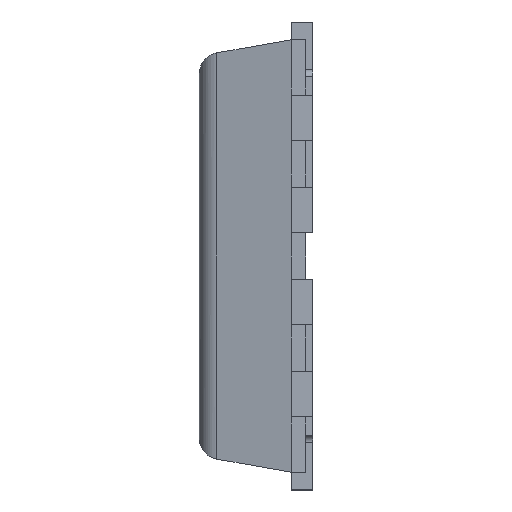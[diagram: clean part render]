
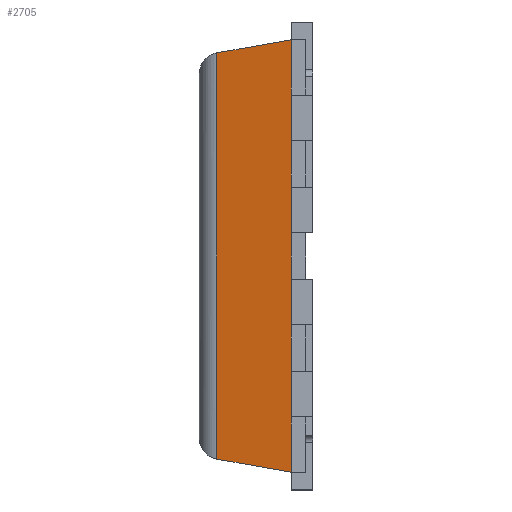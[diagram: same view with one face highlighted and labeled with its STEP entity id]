
A CAD part, left-side view. The second image highlights one B-rep face of the part: STEP entity #2705.
In plain terms, the highlighted planar face has unit normal (-0.985, 0.174, 0).
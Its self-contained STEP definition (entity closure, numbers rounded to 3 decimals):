
#11 = CARTESIAN_POINT ( 'NONE',  ( -1.525, 0.15, 1.525 ) ) ;
#78 = VECTOR ( 'NONE', #643, 1000. ) ;
#160 = VECTOR ( 'NONE', #3957, 1000. ) ;
#241 = VERTEX_POINT ( 'NONE', #1574 ) ;
#332 = PLANE ( 'NONE',  #4294 ) ;
#380 = EDGE_CURVE ( 'NONE', #1399, #3974, #1605, .T. ) ;
#435 = CARTESIAN_POINT ( 'NONE',  ( -1.432, 0.676, 1.432 ) ) ;
#450 = EDGE_CURVE ( 'NONE', #2834, #1726, #1562, .T. ) ;
#501 = ORIENTED_EDGE ( 'NONE', *, *, #450, .T. ) ;
#509 = VECTOR ( 'NONE', #3407, 1000. ) ;
#547 = FACE_OUTER_BOUND ( 'NONE', #2255, .T. ) ;
#586 = LINE ( 'NONE', #2256, #509 ) ;
#643 = DIRECTION ( 'NONE',  ( 0., 0., 1. ) ) ;
#812 = CARTESIAN_POINT ( 'NONE',  ( -1.525, 0.15, 1.525 ) ) ;
#871 = CARTESIAN_POINT ( 'NONE',  ( -1.525, 0.15, 1.525 ) ) ;
#962 = ORIENTED_EDGE ( 'NONE', *, *, #1741, .T. ) ;
#987 = ORIENTED_EDGE ( 'NONE', *, *, #3546, .T. ) ;
#997 = LINE ( 'NONE', #4292, #2434 ) ;
#1005 = ORIENTED_EDGE ( 'NONE', *, *, #2655, .T. ) ;
#1077 = CARTESIAN_POINT ( 'NONE',  ( -1.525, 0.15, -0.485 ) ) ;
#1198 = DIRECTION ( 'NONE',  ( 0., 0., 1. ) ) ;
#1279 = LINE ( 'NONE', #812, #4246 ) ;
#1308 = EDGE_CURVE ( 'NONE', #4195, #2834, #2625, .T. ) ;
#1319 = CARTESIAN_POINT ( 'NONE',  ( -1.525, 0.15, 0.485 ) ) ;
#1399 = VERTEX_POINT ( 'NONE', #1623 ) ;
#1406 = DIRECTION ( 'NONE',  ( 0., 0., 1. ) ) ;
#1426 = VERTEX_POINT ( 'NONE', #3913 ) ;
#1482 = LINE ( 'NONE', #4333, #2871 ) ;
#1510 = CARTESIAN_POINT ( 'NONE',  ( -1.525, 0.15, -1.525 ) ) ;
#1562 = LINE ( 'NONE', #2281, #78 ) ;
#1574 = CARTESIAN_POINT ( 'NONE',  ( -1.525, 0.15, -0.815 ) ) ;
#1605 = LINE ( 'NONE', #3258, #160 ) ;
#1623 = CARTESIAN_POINT ( 'NONE',  ( -1.525, 0.15, 1.135 ) ) ;
#1628 = DIRECTION ( 'NONE',  ( 0., 0., 1. ) ) ;
#1632 = VECTOR ( 'NONE', #1628, 1000. ) ;
#1645 = CARTESIAN_POINT ( 'NONE',  ( -1.525, 0.15, -0.165 ) ) ;
#1726 = VERTEX_POINT ( 'NONE', #3774 ) ;
#1741 = EDGE_CURVE ( 'NONE', #2683, #3229, #1279, .T. ) ;
#1743 = DIRECTION ( 'NONE',  ( 0., 0., 1. ) ) ;
#1836 = EDGE_CURVE ( 'NONE', #2653, #3974, #4229, .T. ) ;
#1862 = ORIENTED_EDGE ( 'NONE', *, *, #3610, .T. ) ;
#1893 = VECTOR ( 'NONE', #1743, 1000. ) ;
#1956 = CARTESIAN_POINT ( 'NONE',  ( -1.432, 0.676, -1.432 ) ) ;
#1974 = EDGE_CURVE ( 'NONE', #2662, #1426, #2802, .T. ) ;
#1985 = CARTESIAN_POINT ( 'NONE',  ( -1.525, 0.15, -1.525 ) ) ;
#2038 = EDGE_CURVE ( 'NONE', #241, #4311, #1482, .T. ) ;
#2157 = CARTESIAN_POINT ( 'NONE',  ( -1.525, 0.15, 1.525 ) ) ;
#2190 = CARTESIAN_POINT ( 'NONE',  ( -1.525, 0.15, 0.165 ) ) ;
#2230 = DIRECTION ( 'NONE',  ( 0., 0., 1. ) ) ;
#2255 = EDGE_LOOP ( 'NONE', ( #3889, #1862, #3982, #501, #987, #2632, #1005, #962, #3366, #2388, #3998, #4031 ) ) ;
#2256 = CARTESIAN_POINT ( 'NONE',  ( -1.525, 0.15, 1.525 ) ) ;
#2281 = CARTESIAN_POINT ( 'NONE',  ( -1.525, 0.15, 1.525 ) ) ;
#2388 = ORIENTED_EDGE ( 'NONE', *, *, #1974, .T. ) ;
#2412 = VECTOR ( 'NONE', #2230, 1000. ) ;
#2434 = VECTOR ( 'NONE', #2523, 1000. ) ;
#2523 = DIRECTION ( 'NONE',  ( 0., 0., -1. ) ) ;
#2601 = EDGE_CURVE ( 'NONE', #3229, #2662, #586, .T. ) ;
#2625 = LINE ( 'NONE', #1510, #4074 ) ;
#2632 = ORIENTED_EDGE ( 'NONE', *, *, #2038, .T. ) ;
#2653 = VERTEX_POINT ( 'NONE', #435 ) ;
#2655 = EDGE_CURVE ( 'NONE', #4311, #2683, #3419, .T. ) ;
#2661 = CARTESIAN_POINT ( 'NONE',  ( -1.525, 0.15, 1.525 ) ) ;
#2662 = VERTEX_POINT ( 'NONE', #1319 ) ;
#2683 = VERTEX_POINT ( 'NONE', #1645 ) ;
#2705 = ADVANCED_FACE ( 'NONE', ( #547 ), #332, .T. ) ;
#2774 = DIRECTION ( 'NONE',  ( 0., 0., 1. ) ) ;
#2795 = VECTOR ( 'NONE', #2796, 1000. ) ;
#2796 = DIRECTION ( 'NONE',  ( -0.171, -0.97, 0.171 ) ) ;
#2802 = LINE ( 'NONE', #871, #4298 ) ;
#2822 = DIRECTION ( 'NONE',  ( -0.171, -0.97, -0.171 ) ) ;
#2834 = VERTEX_POINT ( 'NONE', #3542 ) ;
#2871 = VECTOR ( 'NONE', #2774, 1000. ) ;
#2949 = DIRECTION ( 'NONE',  ( -0.985, 0.174, 0. ) ) ;
#3152 = LINE ( 'NONE', #2661, #1632 ) ;
#3229 = VERTEX_POINT ( 'NONE', #2190 ) ;
#3258 = CARTESIAN_POINT ( 'NONE',  ( -1.525, 0.15, 1.525 ) ) ;
#3329 = DIRECTION ( 'NONE',  ( -0.174, -0.985, 0. ) ) ;
#3362 = CARTESIAN_POINT ( 'NONE',  ( -1.525, 0.15, 1.525 ) ) ;
#3366 = ORIENTED_EDGE ( 'NONE', *, *, #2601, .T. ) ;
#3407 = DIRECTION ( 'NONE',  ( 0., 0., 1. ) ) ;
#3419 = LINE ( 'NONE', #11, #1893 ) ;
#3542 = CARTESIAN_POINT ( 'NONE',  ( -1.525, 0.15, -1.525 ) ) ;
#3546 = EDGE_CURVE ( 'NONE', #1726, #241, #3731, .T. ) ;
#3610 = EDGE_CURVE ( 'NONE', #2653, #4195, #997, .T. ) ;
#3731 = LINE ( 'NONE', #3362, #2412 ) ;
#3774 = CARTESIAN_POINT ( 'NONE',  ( -1.525, 0.15, -1.135 ) ) ;
#3889 = ORIENTED_EDGE ( 'NONE', *, *, #1836, .F. ) ;
#3913 = CARTESIAN_POINT ( 'NONE',  ( -1.525, 0.15, 0.815 ) ) ;
#3957 = DIRECTION ( 'NONE',  ( 0., 0., 1. ) ) ;
#3974 = VERTEX_POINT ( 'NONE', #4334 ) ;
#3982 = ORIENTED_EDGE ( 'NONE', *, *, #1308, .T. ) ;
#3986 = EDGE_CURVE ( 'NONE', #1426, #1399, #3152, .T. ) ;
#3998 = ORIENTED_EDGE ( 'NONE', *, *, #3986, .T. ) ;
#4031 = ORIENTED_EDGE ( 'NONE', *, *, #380, .T. ) ;
#4074 = VECTOR ( 'NONE', #2822, 1000. ) ;
#4195 = VERTEX_POINT ( 'NONE', #1956 ) ;
#4229 = LINE ( 'NONE', #2157, #2795 ) ;
#4246 = VECTOR ( 'NONE', #1406, 1000. ) ;
#4292 = CARTESIAN_POINT ( 'NONE',  ( -1.432, 0.676, -1.41 ) ) ;
#4294 = AXIS2_PLACEMENT_3D ( 'NONE', #1985, #2949, #3329 ) ;
#4298 = VECTOR ( 'NONE', #1198, 1000. ) ;
#4311 = VERTEX_POINT ( 'NONE', #1077 ) ;
#4333 = CARTESIAN_POINT ( 'NONE',  ( -1.525, 0.15, 1.525 ) ) ;
#4334 = CARTESIAN_POINT ( 'NONE',  ( -1.525, 0.15, 1.525 ) ) ;
